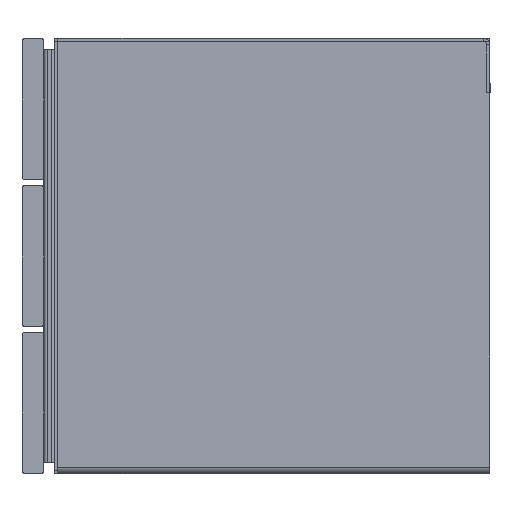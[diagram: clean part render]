
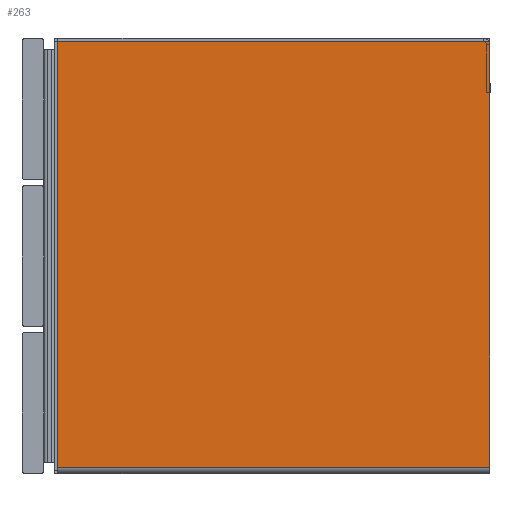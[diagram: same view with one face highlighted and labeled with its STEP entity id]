
A CAD part, left-side view. The second image highlights one B-rep face of the part: STEP entity #263.
In plain terms, the highlighted face is planar.
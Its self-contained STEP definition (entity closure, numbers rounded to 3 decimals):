
#193 = CARTESIAN_POINT ( 'NONE',  ( 498.5, -198.5, -6. ) ) ;
#204 = LINE ( 'NONE', #6663, #3347 ) ;
#263 = ADVANCED_FACE ( 'NONE', ( #5588 ), #4250, .T. ) ;
#444 = VERTEX_POINT ( 'NONE', #5170 ) ;
#500 = VERTEX_POINT ( 'NONE', #4601 ) ;
#1238 = ORIENTED_EDGE ( 'NONE', *, *, #2433, .F. ) ;
#1431 = DIRECTION ( 'NONE',  ( 0., -1., 0. ) ) ;
#1551 = DIRECTION ( 'NONE',  ( 0., 0., -1. ) ) ;
#1574 = ORIENTED_EDGE ( 'NONE', *, *, #4162, .T. ) ;
#2211 = LINE ( 'NONE', #6816, #6200 ) ;
#2231 = EDGE_CURVE ( 'NONE', #6564, #3170, #4526, .T. ) ;
#2433 = EDGE_CURVE ( 'NONE', #500, #444, #2211, .T. ) ;
#2574 = DIRECTION ( 'NONE',  ( 0., 0., -1. ) ) ;
#3170 = VERTEX_POINT ( 'NONE', #193 ) ;
#3197 = CARTESIAN_POINT ( 'NONE',  ( 498.5, -198.5, -397. ) ) ;
#3347 = VECTOR ( 'NONE', #1431, 1000. ) ;
#3667 = EDGE_LOOP ( 'NONE', ( #1238, #1574, #5706, #4453 ) ) ;
#3973 = DIRECTION ( 'NONE',  ( 0., 0., 1. ) ) ;
#4162 = EDGE_CURVE ( 'NONE', #500, #3170, #204, .T. ) ;
#4250 = PLANE ( 'NONE',  #4895 ) ;
#4416 = VECTOR ( 'NONE', #3973, 1000. ) ;
#4451 = VECTOR ( 'NONE', #6094, 1000. ) ;
#4453 = ORIENTED_EDGE ( 'NONE', *, *, #6899, .F. ) ;
#4526 = LINE ( 'NONE', #6849, #4416 ) ;
#4601 = CARTESIAN_POINT ( 'NONE',  ( 498.5, 198.5, -6. ) ) ;
#4895 = AXIS2_PLACEMENT_3D ( 'NONE', #4971, #7298, #2574 ) ;
#4971 = CARTESIAN_POINT ( 'NONE',  ( 498.5, 0., 0. ) ) ;
#5170 = CARTESIAN_POINT ( 'NONE',  ( 498.5, 198.5, -397. ) ) ;
#5588 = FACE_OUTER_BOUND ( 'NONE', #3667, .T. ) ;
#5706 = ORIENTED_EDGE ( 'NONE', *, *, #2231, .F. ) ;
#6041 = LINE ( 'NONE', #3197, #4451 ) ;
#6094 = DIRECTION ( 'NONE',  ( 0., -1., 0. ) ) ;
#6200 = VECTOR ( 'NONE', #1551, 1000. ) ;
#6564 = VERTEX_POINT ( 'NONE', #7172 ) ;
#6663 = CARTESIAN_POINT ( 'NONE',  ( 498.5, 0., -6. ) ) ;
#6816 = CARTESIAN_POINT ( 'NONE',  ( 498.5, 198.5, -397. ) ) ;
#6849 = CARTESIAN_POINT ( 'NONE',  ( 498.5, -198.5, -3. ) ) ;
#6899 = EDGE_CURVE ( 'NONE', #444, #6564, #6041, .T. ) ;
#7172 = CARTESIAN_POINT ( 'NONE',  ( 498.5, -198.5, -397. ) ) ;
#7298 = DIRECTION ( 'NONE',  ( 1., 0., 0. ) ) ;
